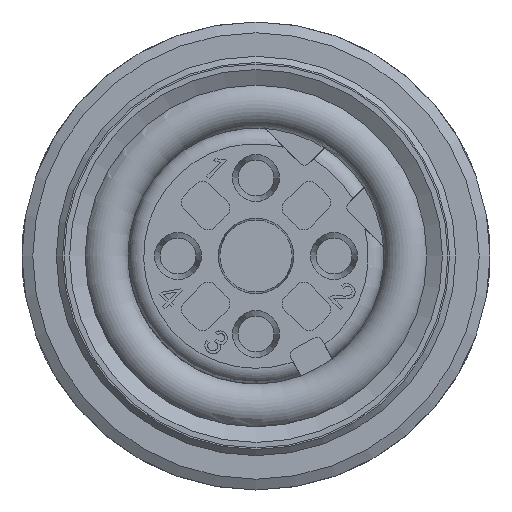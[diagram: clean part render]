
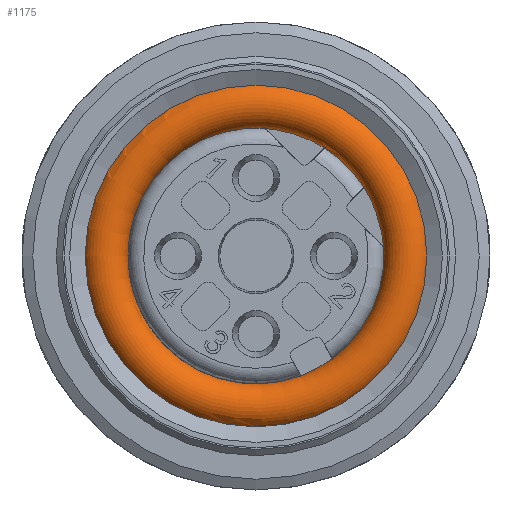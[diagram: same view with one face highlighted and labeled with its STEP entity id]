
A CAD part, front view. The second image highlights one B-rep face of the part: STEP entity #1175.
In plain terms, the highlighted toroidal (fillet/blend) face has major radius 4.845 mm and minor radius 0.75 mm.
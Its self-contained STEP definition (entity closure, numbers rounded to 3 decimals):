
#973=TOROIDAL_SURFACE('',#4513,4.845,0.75);
#1004=B_SPLINE_CURVE_WITH_KNOTS('',3,(#6164,#6165,#6166,#6167,#6168,#6169,
#6170,#6171,#6172,#6173),.UNSPECIFIED.,.F.,.F.,(4,3,3,4),(0.,0.404,
0.809,1.),.UNSPECIFIED.);
#1005=B_SPLINE_CURVE_WITH_KNOTS('',3,(#6178,#6179,#6180,#6181,#6182,#6183,
#6184,#6185,#6186,#6187),.UNSPECIFIED.,.F.,.F.,(4,3,3,4),(0.,0.406,
0.813,1.),.UNSPECIFIED.);
#1006=B_SPLINE_CURVE_WITH_KNOTS('',3,(#6191,#6192,#6193,#6194,#6195,#6196,
#6197,#6198,#6199,#6200,#6201,#6202,#6203),.UNSPECIFIED.,.F.,.F.,(4,3,3,
3,4),(0.,0.272,0.543,0.914,1.),
 .UNSPECIFIED.);
#1007=B_SPLINE_CURVE_WITH_KNOTS('',3,(#6207,#6208,#6209,#6210,#6211,#6212,
#6213,#6214,#6215,#6216),.UNSPECIFIED.,.F.,.F.,(4,3,3,4),(0.,0.404,
0.808,1.),.UNSPECIFIED.);
#1008=B_SPLINE_CURVE_WITH_KNOTS('',3,(#6220,#6221,#6222,#6223,#6224,#6225,
#6226,#6227,#6228,#6229),.UNSPECIFIED.,.F.,.F.,(4,3,3,4),(0.,0.404,
0.808,1.),.UNSPECIFIED.);
#1009=B_SPLINE_CURVE_WITH_KNOTS('',3,(#6233,#6234,#6235,#6236,#6237,#6238,
#6239,#6240,#6241,#6242,#6243,#6244,#6245),.UNSPECIFIED.,.F.,.F.,(4,3,3,
3,4),(0.,0.272,0.543,0.914,1.),
 .UNSPECIFIED.);
#1175=ADVANCED_FACE('',(#1529,#1530),#973,.T.);
#1529=FACE_BOUND('',#1623,.T.);
#1530=FACE_BOUND('',#1624,.T.);
#1623=EDGE_LOOP('',(#1955));
#1624=EDGE_LOOP('',(#1956,#1957,#1958,#1959,#1960,#1961,#1962,#1963,#1964,
#1965,#1966,#1967));
#1955=ORIENTED_EDGE('',*,*,#3638,.T.);
#1956=ORIENTED_EDGE('',*,*,#3639,.T.);
#1957=ORIENTED_EDGE('',*,*,#3640,.T.);
#1958=ORIENTED_EDGE('',*,*,#3641,.T.);
#1959=ORIENTED_EDGE('',*,*,#3642,.F.);
#1960=ORIENTED_EDGE('',*,*,#3643,.T.);
#1961=ORIENTED_EDGE('',*,*,#3644,.F.);
#1962=ORIENTED_EDGE('',*,*,#3645,.T.);
#1963=ORIENTED_EDGE('',*,*,#3646,.F.);
#1964=ORIENTED_EDGE('',*,*,#3647,.F.);
#1965=ORIENTED_EDGE('',*,*,#3648,.T.);
#1966=ORIENTED_EDGE('',*,*,#3649,.F.);
#1967=ORIENTED_EDGE('',*,*,#3650,.F.);
#3221=VERTEX_POINT('',#6163);
#3222=VERTEX_POINT('',#6174);
#3223=VERTEX_POINT('',#6175);
#3224=VERTEX_POINT('',#6177);
#3225=VERTEX_POINT('',#6188);
#3226=VERTEX_POINT('',#6190);
#3227=VERTEX_POINT('',#6204);
#3228=VERTEX_POINT('',#6206);
#3229=VERTEX_POINT('',#6217);
#3230=VERTEX_POINT('',#6219);
#3231=VERTEX_POINT('',#6230);
#3232=VERTEX_POINT('',#6232);
#3233=VERTEX_POINT('',#6246);
#3638=EDGE_CURVE('',#3221,#3221,#4271,.T.);
#3639=EDGE_CURVE('',#3222,#3223,#1004,.T.);
#3640=EDGE_CURVE('',#3223,#3224,#4272,.T.);
#3641=EDGE_CURVE('',#3224,#3225,#1005,.T.);
#3642=EDGE_CURVE('',#3226,#3225,#4273,.T.);
#3643=EDGE_CURVE('',#3226,#3227,#1006,.T.);
#3644=EDGE_CURVE('',#3228,#3227,#4274,.T.);
#3645=EDGE_CURVE('',#3228,#3229,#1007,.T.);
#3646=EDGE_CURVE('',#3230,#3229,#4275,.T.);
#3647=EDGE_CURVE('',#3231,#3230,#1008,.T.);
#3648=EDGE_CURVE('',#3231,#3232,#4276,.T.);
#3649=EDGE_CURVE('',#3233,#3232,#1009,.T.);
#3650=EDGE_CURVE('',#3222,#3233,#4277,.T.);
#4271=CIRCLE('',#4506,5.475);
#4272=CIRCLE('',#4507,4.277);
#4273=CIRCLE('',#4508,4.1);
#4274=CIRCLE('',#4509,4.277);
#4275=CIRCLE('',#4510,4.1);
#4276=CIRCLE('',#4511,4.277);
#4277=CIRCLE('',#4512,4.1);
#4506=AXIS2_PLACEMENT_3D('',#6162,#4968,#4969);
#4507=AXIS2_PLACEMENT_3D('',#6176,#4970,#4971);
#4508=AXIS2_PLACEMENT_3D('',#6189,#4972,#4973);
#4509=AXIS2_PLACEMENT_3D('',#6205,#4974,#4975);
#4510=AXIS2_PLACEMENT_3D('',#6218,#4976,#4977);
#4511=AXIS2_PLACEMENT_3D('',#6231,#4978,#4979);
#4512=AXIS2_PLACEMENT_3D('',#6247,#4980,#4981);
#4513=AXIS2_PLACEMENT_3D('',#6248,#4982,#4983);
#4968=DIRECTION('',(0.,-1.,0.));
#4969=DIRECTION('',(-1.,0.,0.));
#4970=DIRECTION('',(0.,1.,0.));
#4971=DIRECTION('',(0.,0.,1.));
#4972=DIRECTION('',(0.,-1.,0.));
#4973=DIRECTION('',(-1.,0.,0.));
#4974=DIRECTION('',(0.,-1.,0.));
#4975=DIRECTION('',(0.,0.,-1.));
#4976=DIRECTION('',(0.,-1.,0.));
#4977=DIRECTION('',(-1.,0.,0.));
#4978=DIRECTION('',(0.,1.,0.));
#4979=DIRECTION('',(0.,0.,1.));
#4980=DIRECTION('',(0.,-1.,0.));
#4981=DIRECTION('',(-1.,0.,0.));
#4982=DIRECTION('',(0.,1.,0.));
#4983=DIRECTION('',(-1.,0.,0.));
#6162=CARTESIAN_POINT('',(84.597,-46.793,0.));
#6163=CARTESIAN_POINT('',(79.122,-46.793,0.));
#6164=CARTESIAN_POINT('',(87.039,-46.472,-3.293));
#6165=CARTESIAN_POINT('',(87.035,-46.39,-3.285));
#6166=CARTESIAN_POINT('',(87.037,-46.304,-3.289));
#6167=CARTESIAN_POINT('',(87.045,-46.223,-3.305));
#6168=CARTESIAN_POINT('',(87.054,-46.142,-3.321));
#6169=CARTESIAN_POINT('',(87.07,-46.063,-3.349));
#6170=CARTESIAN_POINT('',(87.091,-45.992,-3.388));
#6171=CARTESIAN_POINT('',(87.101,-45.958,-3.406));
#6172=CARTESIAN_POINT('',(87.112,-45.926,-3.427));
#6173=CARTESIAN_POINT('',(87.125,-45.896,-3.45));
#6174=CARTESIAN_POINT('',(87.039,-46.472,-3.293));
#6175=CARTESIAN_POINT('',(87.125,-45.896,-3.45));
#6176=CARTESIAN_POINT('',(84.597,-45.896,0.));
#6177=CARTESIAN_POINT('',(86.114,-45.896,-3.999));
#6178=CARTESIAN_POINT('',(86.114,-45.896,-3.999));
#6179=CARTESIAN_POINT('',(86.088,-45.959,-3.951));
#6180=CARTESIAN_POINT('',(86.066,-46.032,-3.911));
#6181=CARTESIAN_POINT('',(86.052,-46.11,-3.884));
#6182=CARTESIAN_POINT('',(86.037,-46.188,-3.857));
#6183=CARTESIAN_POINT('',(86.028,-46.272,-3.841));
#6184=CARTESIAN_POINT('',(86.026,-46.356,-3.838));
#6185=CARTESIAN_POINT('',(86.026,-46.395,-3.837));
#6186=CARTESIAN_POINT('',(86.026,-46.434,-3.838));
#6187=CARTESIAN_POINT('',(86.029,-46.472,-3.842));
#6188=CARTESIAN_POINT('',(86.029,-46.472,-3.842));
#6189=CARTESIAN_POINT('',(84.597,-46.472,0.));
#6190=CARTESIAN_POINT('',(84.892,-46.472,4.089));
#6191=CARTESIAN_POINT('',(84.892,-46.472,4.089));
#6192=CARTESIAN_POINT('',(84.899,-46.413,4.082));
#6193=CARTESIAN_POINT('',(84.899,-46.351,4.082));
#6194=CARTESIAN_POINT('',(84.891,-46.292,4.09));
#6195=CARTESIAN_POINT('',(84.883,-46.233,4.098));
#6196=CARTESIAN_POINT('',(84.867,-46.176,4.114));
#6197=CARTESIAN_POINT('',(84.846,-46.123,4.135));
#6198=CARTESIAN_POINT('',(84.818,-46.052,4.163));
#6199=CARTESIAN_POINT('',(84.779,-45.988,4.202));
#6200=CARTESIAN_POINT('',(84.736,-45.933,4.245));
#6201=CARTESIAN_POINT('',(84.726,-45.92,4.255));
#6202=CARTESIAN_POINT('',(84.716,-45.908,4.265));
#6203=CARTESIAN_POINT('',(84.705,-45.896,4.276));
#6204=CARTESIAN_POINT('',(84.705,-45.896,4.276));
#6205=CARTESIAN_POINT('',(84.597,-45.896,0.));
#6206=CARTESIAN_POINT('',(86.917,-45.896,3.593));
#6207=CARTESIAN_POINT('',(86.917,-45.896,3.593));
#6208=CARTESIAN_POINT('',(86.878,-45.958,3.554));
#6209=CARTESIAN_POINT('',(86.846,-46.031,3.522));
#6210=CARTESIAN_POINT('',(86.824,-46.108,3.5));
#6211=CARTESIAN_POINT('',(86.802,-46.185,3.478));
#6212=CARTESIAN_POINT('',(86.789,-46.269,3.464));
#6213=CARTESIAN_POINT('',(86.786,-46.352,3.462));
#6214=CARTESIAN_POINT('',(86.785,-46.392,3.46));
#6215=CARTESIAN_POINT('',(86.786,-46.433,3.461));
#6216=CARTESIAN_POINT('',(86.789,-46.472,3.465));
#6217=CARTESIAN_POINT('',(86.789,-46.472,3.465));
#6218=CARTESIAN_POINT('',(84.597,-46.472,0.));
#6219=CARTESIAN_POINT('',(88.062,-46.472,2.192));
#6220=CARTESIAN_POINT('',(88.19,-45.896,2.32));
#6221=CARTESIAN_POINT('',(88.151,-45.958,2.281));
#6222=CARTESIAN_POINT('',(88.119,-46.031,2.249));
#6223=CARTESIAN_POINT('',(88.097,-46.108,2.227));
#6224=CARTESIAN_POINT('',(88.074,-46.185,2.205));
#6225=CARTESIAN_POINT('',(88.061,-46.269,2.192));
#6226=CARTESIAN_POINT('',(88.059,-46.352,2.189));
#6227=CARTESIAN_POINT('',(88.057,-46.392,2.188));
#6228=CARTESIAN_POINT('',(88.058,-46.433,2.189));
#6229=CARTESIAN_POINT('',(88.062,-46.472,2.192));
#6230=CARTESIAN_POINT('',(88.19,-45.896,2.32));
#6231=CARTESIAN_POINT('',(84.597,-45.896,0.));
#6232=CARTESIAN_POINT('',(88.873,-45.896,0.108));
#6233=CARTESIAN_POINT('',(88.686,-46.472,0.295));
#6234=CARTESIAN_POINT('',(88.679,-46.413,0.302));
#6235=CARTESIAN_POINT('',(88.679,-46.351,0.302));
#6236=CARTESIAN_POINT('',(88.687,-46.292,0.294));
#6237=CARTESIAN_POINT('',(88.695,-46.233,0.286));
#6238=CARTESIAN_POINT('',(88.711,-46.176,0.27));
#6239=CARTESIAN_POINT('',(88.732,-46.123,0.249));
#6240=CARTESIAN_POINT('',(88.76,-46.052,0.221));
#6241=CARTESIAN_POINT('',(88.799,-45.988,0.182));
#6242=CARTESIAN_POINT('',(88.842,-45.933,0.139));
#6243=CARTESIAN_POINT('',(88.852,-45.92,0.129));
#6244=CARTESIAN_POINT('',(88.862,-45.908,0.119));
#6245=CARTESIAN_POINT('',(88.873,-45.896,0.108));
#6246=CARTESIAN_POINT('',(88.686,-46.472,0.295));
#6247=CARTESIAN_POINT('',(84.597,-46.472,0.));
#6248=CARTESIAN_POINT('',(84.597,-46.386,0.));
